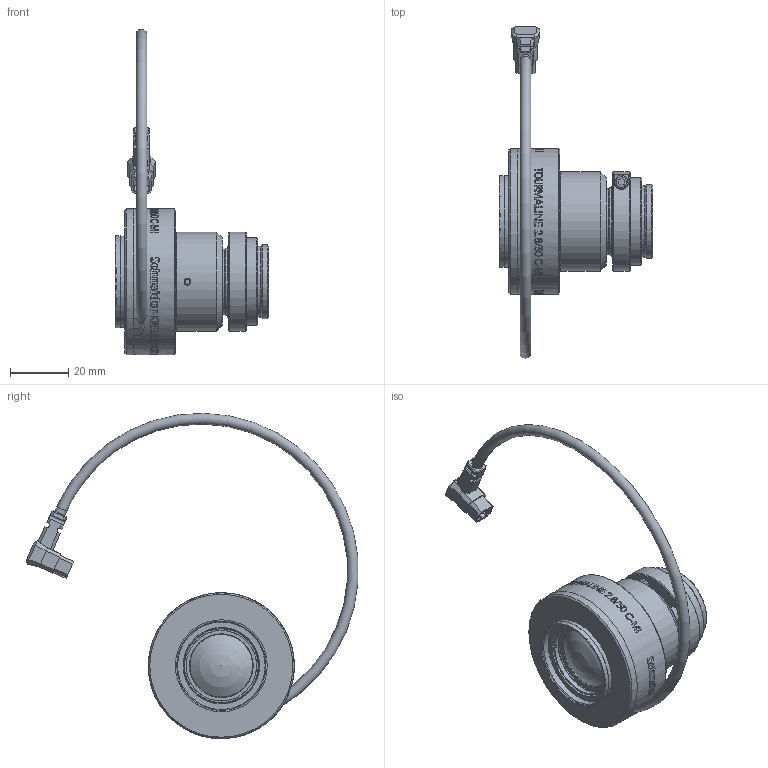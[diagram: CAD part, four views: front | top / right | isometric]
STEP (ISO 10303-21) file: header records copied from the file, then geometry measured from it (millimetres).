
FILE_DESCRIPTION(/* description */ (''),/* implementation_level */ '2;1');
FILE_NAME(/* name */ '1076168_00164788_002.stp',/* time_stamp */ '2021-09-21T13:31:37+02:00',/* author */ (''),/* organization */ (''),/* preprocessor_version */ 'ST-DEVELOPER v16',/* originating_system */ 'SIEMENS PLM Software NX 10.0',/* authorisation */ '');
FILE_SCHEMA (('AP203_CONFIGURATION_CONTROLLED_3D_DESIGN_OF_MECHANICAL_PARTS_AND_ASSEMBLIES_MIM_LF { 1 0 10303 403 2 1 2}'));
Length unit declared in the file: millimetre
Products named in the file (1): Froe4F1C6ED8rvkk
Bounding box: 52.61 x 113.73 x 111.48 mm (x, y, z)
Volume: 54815.2 mm3; surface area: 20988.2 mm2
Topology: 1 solids, 9 shells, 552 faces, 1774 edges, 1377 vertices
Faces by surface type: plane 235, cylinder 196, cone 106, torus 9, sphere 6
Full cylindrical faces by diameter (mm): 0.5 x4, 1.7 x3, 1.8 x3, 2.5 x2, 2.8 x1, 3 x3, 3.7 x1, 4 x1, 4.5 x1, 19.5 x1, 21.2 x1, 21.5 x1, 22 x1, 22.177 x1, 22.3 x1, 22.5 x1, 23 x1, 23.979 x1, 24.2 x1, 24.4 x1, 25 x1, 25.3 x1, 25.4 x1, 26.2 x1, 30 x2, 30.6 x1, 31.3 x1, 31.4 x1, 31.5 x1, 34 x1
Entity records: 21380 total; most frequent: CARTESIAN_POINT 7145, ORIENTED_EDGE 3175, DIRECTION 2235, EDGE_CURVE 1590, VERTEX_POINT 1334, AXIS2_PLACEMENT_3D 862, EDGE_LOOP 860, B_SPLINE_CURVE_WITH_KNOTS 770
